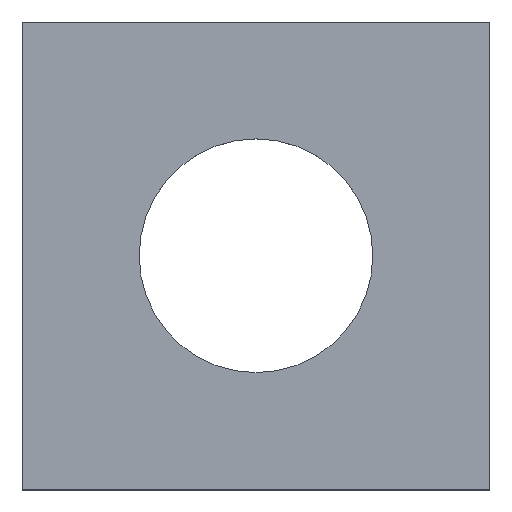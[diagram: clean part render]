
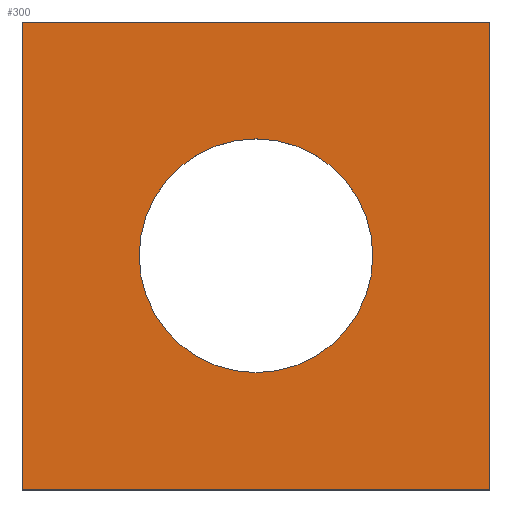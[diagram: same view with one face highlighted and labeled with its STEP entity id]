
A CAD part, top view. The second image highlights one B-rep face of the part: STEP entity #300.
In plain terms, the highlighted planar face has unit normal (0, 0, 1).
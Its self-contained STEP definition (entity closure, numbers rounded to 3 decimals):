
#20=FACE_BOUND('',#65,.T.);
#33=PLANE('',#320);
#48=FACE_OUTER_BOUND('',#64,.T.);
#64=EDGE_LOOP('',(#273,#274,#275,#276));
#65=EDGE_LOOP('',(#277));
#93=LINE('',#461,#130);
#97=LINE('',#469,#134);
#100=LINE('',#475,#137);
#103=LINE('',#479,#140);
#130=VECTOR('',#377,10.);
#134=VECTOR('',#383,10.);
#137=VECTOR('',#388,10.);
#140=VECTOR('',#393,10.);
#141=CIRCLE('',#306,3.);
#143=VERTEX_POINT('',#403);
#162=VERTEX_POINT('',#458);
#163=VERTEX_POINT('',#460);
#166=VERTEX_POINT('',#468);
#168=VERTEX_POINT('',#474);
#169=EDGE_CURVE('',#143,#143,#141,.T.);
#197=EDGE_CURVE('',#163,#162,#93,.T.);
#201=EDGE_CURVE('',#166,#163,#97,.T.);
#204=EDGE_CURVE('',#168,#166,#100,.T.);
#207=EDGE_CURVE('',#162,#168,#103,.T.);
#273=ORIENTED_EDGE('',*,*,#207,.T.);
#274=ORIENTED_EDGE('',*,*,#204,.T.);
#275=ORIENTED_EDGE('',*,*,#201,.T.);
#276=ORIENTED_EDGE('',*,*,#197,.T.);
#277=ORIENTED_EDGE('',*,*,#169,.T.);
#300=ADVANCED_FACE('',(#48,#20),#33,.T.);
#306=AXIS2_PLACEMENT_3D('',#404,#329,#330);
#320=AXIS2_PLACEMENT_3D('',#480,#394,#395);
#329=DIRECTION('center_axis',(0.,0.,-1.));
#330=DIRECTION('ref_axis',(-1.,0.,0.));
#377=DIRECTION('',(-1.,0.,0.));
#383=DIRECTION('',(0.,1.,0.));
#388=DIRECTION('',(1.,0.,0.));
#393=DIRECTION('',(0.,-1.,0.));
#394=DIRECTION('center_axis',(0.,0.,1.));
#395=DIRECTION('ref_axis',(1.,0.,0.));
#403=CARTESIAN_POINT('',(57.096,9.498,18.));
#404=CARTESIAN_POINT('Origin',(54.096,9.498,18.));
#458=CARTESIAN_POINT('',(48.096,15.498,18.));
#460=CARTESIAN_POINT('',(60.096,15.498,18.));
#461=CARTESIAN_POINT('',(60.096,15.498,18.));
#468=CARTESIAN_POINT('',(60.096,3.498,18.));
#469=CARTESIAN_POINT('',(60.096,3.498,18.));
#474=CARTESIAN_POINT('',(48.096,3.498,18.));
#475=CARTESIAN_POINT('',(48.096,3.498,18.));
#479=CARTESIAN_POINT('',(48.096,15.498,18.));
#480=CARTESIAN_POINT('Origin',(54.096,9.498,18.));
